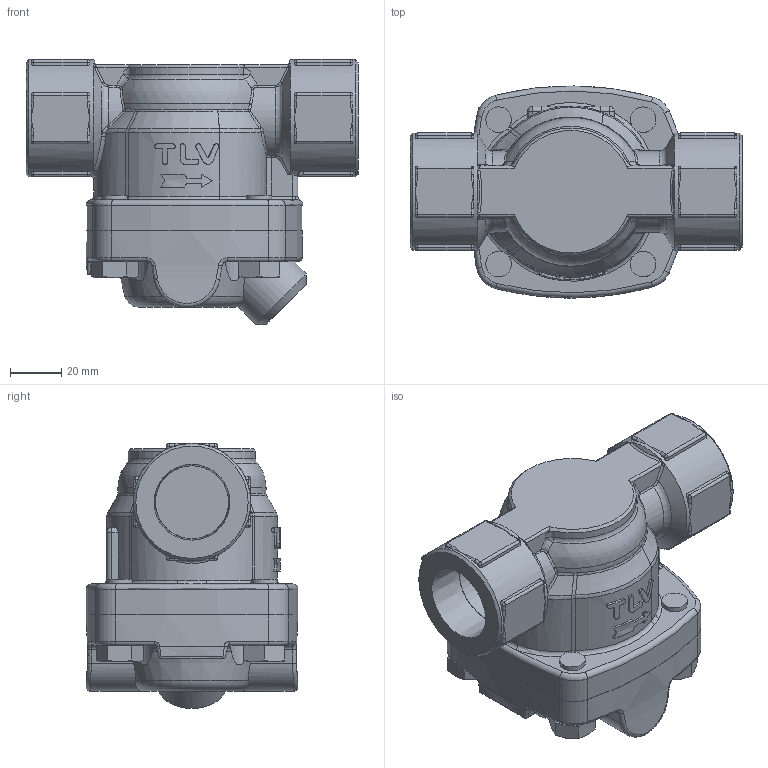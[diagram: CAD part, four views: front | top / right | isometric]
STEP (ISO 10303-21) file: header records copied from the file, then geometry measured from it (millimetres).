
FILE_DESCRIPTION((''),'2;1');
FILE_NAME('vs1ce-025-screw-00.stp','2012-04-19T11:07:16',('nakaot'),(''),'Autodesk Inventor 2012','Autodesk Inventor 2012','');
FILE_SCHEMA(('AUTOMOTIVE_DESIGN { 1 0 10303 214 1 1 1 1 }'));
Length unit declared in the file: millimetre
Products named in the file (1): vs1ce-025-screw-00
Bounding box: 130 x 83 x 103.77 mm (x, y, z)
Volume: 464847.8 mm3; surface area: 61778.7 mm2
Topology: 1 solids, 1 shells, 637 faces, 1556 edges, 900 vertices
Faces by surface type: bspline 189, cylinder 178, plane 148, torus 41, sphere 41, cone 40
Full cylindrical faces by diameter (mm): 10 x8, 11 x4, 28 x1, 28.575 x2, 46 x2
Entity records: 27442 total; most frequent: CARTESIAN_POINT 14229, ORIENTED_EDGE 2926, DIRECTION 2449, EDGE_CURVE 1463, AXIS2_PLACEMENT_3D 1030, VERTEX_POINT 871, EDGE_LOOP 688, FACE_OUTER_BOUND 637
